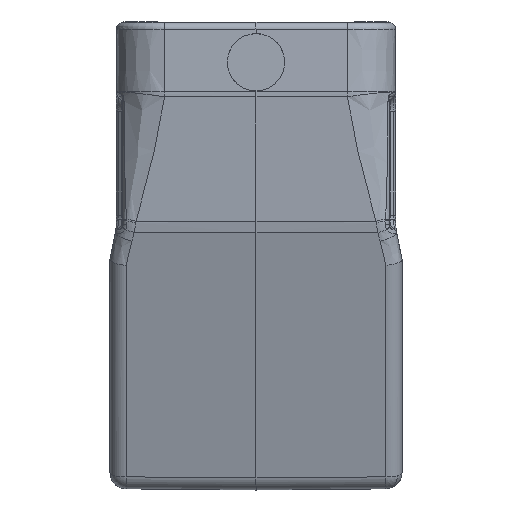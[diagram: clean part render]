
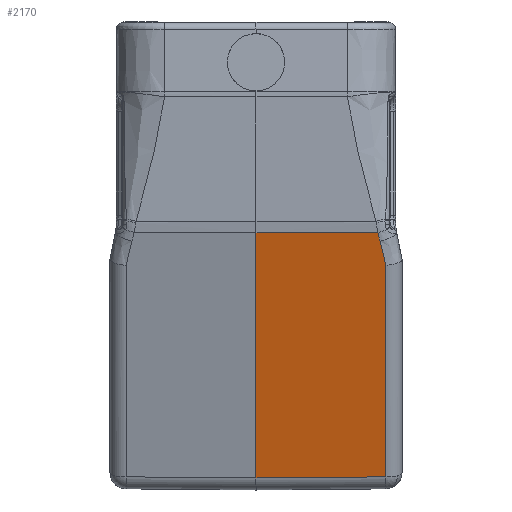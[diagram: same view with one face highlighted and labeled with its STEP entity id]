
A CAD part, left-side view. The second image highlights one B-rep face of the part: STEP entity #2170.
In plain terms, the highlighted planar face has unit normal (-0.966, -0.009, -0.259).
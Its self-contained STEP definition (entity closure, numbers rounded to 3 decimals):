
#860=B_SPLINE_CURVE_WITH_KNOTS('',3,(#23904,#23905,#23906,#23907,#23908,
#23909,#23910,#23911),.UNSPECIFIED.,.F.,.F.,(4,2,2,4),(0.,0.25,
0.5,1.),.UNSPECIFIED.);
#861=B_SPLINE_CURVE_WITH_KNOTS('',3,(#23913,#23914,#23915,#23916,#23917,
#23918),.UNSPECIFIED.,.F.,.F.,(4,1,1,4),(0.,0.333,0.667,
1.),.UNSPECIFIED.);
#2170=ADVANCED_FACE('',(#3121),#2491,.T.);
#2491=PLANE('',#12479);
#3121=FACE_OUTER_BOUND('',#3864,.T.);
#3864=EDGE_LOOP('',(#7038,#7039,#7040,#7041,#7042,#7043));
#7038=ORIENTED_EDGE('',*,*,#9985,.T.);
#7039=ORIENTED_EDGE('',*,*,#9986,.T.);
#7040=ORIENTED_EDGE('',*,*,#9987,.F.);
#7041=ORIENTED_EDGE('',*,*,#9988,.T.);
#7042=ORIENTED_EDGE('',*,*,#9989,.F.);
#7043=ORIENTED_EDGE('',*,*,#9990,.F.);
#7593=VERTEX_POINT('',#16474);
#8339=VERTEX_POINT('',#23901);
#8340=VERTEX_POINT('',#23912);
#8341=VERTEX_POINT('',#23919);
#8342=VERTEX_POINT('',#23921);
#8343=VERTEX_POINT('',#23923);
#9985=EDGE_CURVE('',#7593,#8339,#10813,.T.);
#9986=EDGE_CURVE('',#8339,#8340,#860,.T.);
#9987=EDGE_CURVE('',#8341,#8340,#861,.T.);
#9988=EDGE_CURVE('',#8341,#8342,#10814,.T.);
#9989=EDGE_CURVE('',#8343,#8342,#10815,.T.);
#9990=EDGE_CURVE('',#7593,#8343,#10816,.T.);
#10813=LINE('',#23902,#11558);
#10814=LINE('',#23920,#11559);
#10815=LINE('',#23922,#11560);
#10816=LINE('',#23924,#11561);
#11558=VECTOR('',#15082,1.);
#11559=VECTOR('',#15085,1.);
#11560=VECTOR('',#15086,1.);
#11561=VECTOR('',#15087,1.);
#12479=AXIS2_PLACEMENT_3D('',#23925,#15088,#15089);
#15082=DIRECTION('',(-0.259,0.,0.966));
#15085=DIRECTION('',(-0.009,1.,-0.002));
#15086=DIRECTION('',(-0.259,0.,0.966));
#15087=DIRECTION('',(-0.007,1.,-0.009));
#15088=DIRECTION('',(-0.966,-0.009,-0.259));
#15089=DIRECTION('',(-0.259,0.,0.966));
#16474=CARTESIAN_POINT('',(-24.317,-20.022,-69.972));
#23901=CARTESIAN_POINT('',(-33.046,-20.022,-37.395));
#23902=CARTESIAN_POINT('',(-24.317,-20.022,-69.972));
#23904=CARTESIAN_POINT('',(-33.046,-20.022,-37.395));
#23905=CARTESIAN_POINT('',(-33.129,-19.963,-37.089));
#23906=CARTESIAN_POINT('',(-33.215,-19.899,-36.77));
#23907=CARTESIAN_POINT('',(-33.388,-19.763,-36.129));
#23908=CARTESIAN_POINT('',(-33.453,-19.709,-35.885));
#23909=CARTESIAN_POINT('',(-33.67,-19.519,-35.084));
#23910=CARTESIAN_POINT('',(-33.845,-19.342,-34.437));
#23911=CARTESIAN_POINT('',(-34.05,-19.115,-33.678));
#23912=CARTESIAN_POINT('',(-34.05,-19.115,-33.678));
#23913=CARTESIAN_POINT('',(-34.418,-18.767,-32.316));
#23914=CARTESIAN_POINT('',(-34.397,-18.787,-32.395));
#23915=CARTESIAN_POINT('',(-34.34,-18.84,-32.604));
#23916=CARTESIAN_POINT('',(-34.159,-19.,-33.275));
#23917=CARTESIAN_POINT('',(-34.085,-19.077,-33.55));
#23918=CARTESIAN_POINT('',(-34.05,-19.115,-33.678));
#23919=CARTESIAN_POINT('',(-34.418,-18.767,-32.316));
#23920=CARTESIAN_POINT('',(-34.418,-18.767,-32.316));
#23921=CARTESIAN_POINT('',(-34.58,0.,-32.345));
#23922=CARTESIAN_POINT('',(-24.451,0.,-70.147));
#23923=CARTESIAN_POINT('',(-24.451,0.,-70.147));
#23924=CARTESIAN_POINT('',(-24.317,-20.022,-69.972));
#23925=CARTESIAN_POINT('',(-23.955,0.,-72.));
